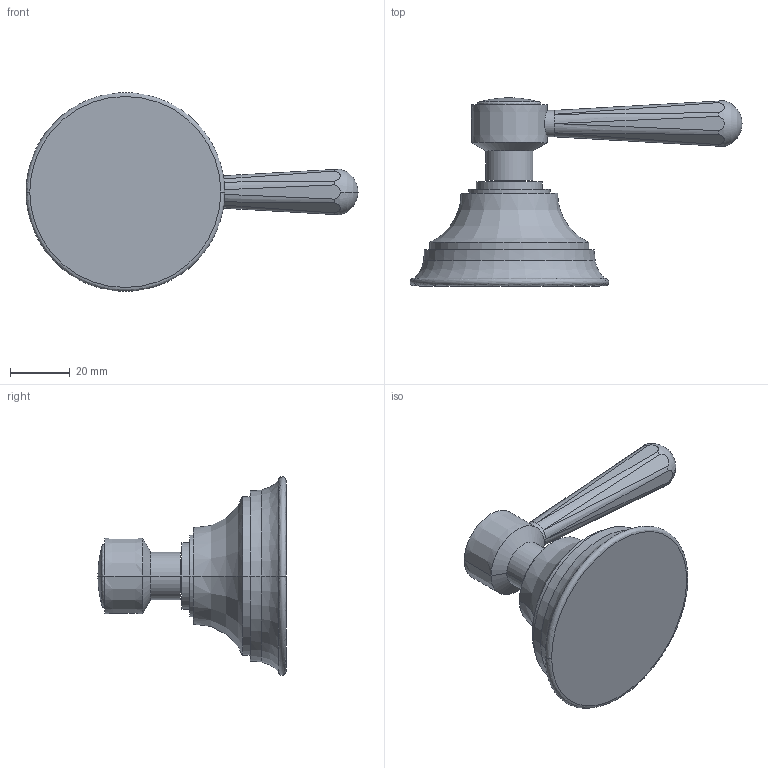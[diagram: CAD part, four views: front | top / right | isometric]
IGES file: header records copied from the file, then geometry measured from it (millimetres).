
Start section:  PTC IGES file: 3-280lb.igs
Global section: file name: 3-280lb.igs; native system: Creo Parametric by PTC Inc.; preprocessor: 2018400; author: jinson.thomas; organization: Unknown; date: 20210101.135145; units: inch
Bounding box: 111.43 x 63.12 x 66.67 mm (x, y, z)
Volume: 79336.4 mm3; surface area: 15510.8 mm2
Topology: 1 solids, 1 shells, 56 faces, 123 edges, 72 vertices
Faces by surface type: revolution 32, bspline 24
